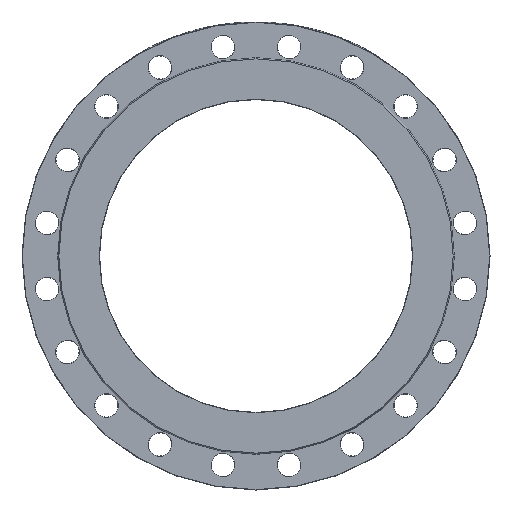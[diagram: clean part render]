
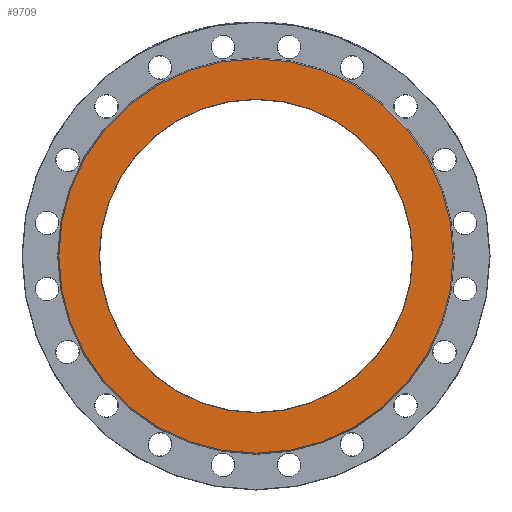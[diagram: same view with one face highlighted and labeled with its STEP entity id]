
A CAD part, left-side view. The second image highlights one B-rep face of the part: STEP entity #9709.
In plain terms, the highlighted planar face has unit normal (-1, 0, 0).
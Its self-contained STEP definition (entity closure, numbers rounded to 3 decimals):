
#485 = DIRECTION ( 'NONE',  ( 1., 0., 0. ) ) ;
#729 = CIRCLE ( 'NONE', #1578, 307.5 ) ;
#768 = EDGE_LOOP ( 'NONE', ( #1427 ) ) ;
#1203 = ORIENTED_EDGE ( 'NONE', *, *, #8906, .T. ) ;
#1427 = ORIENTED_EDGE ( 'NONE', *, *, #4006, .T. ) ;
#1578 = AXIS2_PLACEMENT_3D ( 'NONE', #1694, #9664, #10873 ) ;
#1694 = CARTESIAN_POINT ( 'NONE',  ( 0., 0., 0. ) ) ;
#1720 = AXIS2_PLACEMENT_3D ( 'NONE', #5401, #485, #8398 ) ;
#2331 = CARTESIAN_POINT ( 'NONE',  ( 0., 0., 307.5 ) ) ;
#2814 = DIRECTION ( 'NONE',  ( 0., 0., -1. ) ) ;
#2879 = DIRECTION ( 'NONE',  ( 1., 0., 0. ) ) ;
#4006 = EDGE_CURVE ( 'NONE', #10097, #10097, #7285, .T. ) ;
#5401 = CARTESIAN_POINT ( 'NONE',  ( 0., 0., 0. ) ) ;
#7285 = CIRCLE ( 'NONE', #1720, 244.5 ) ;
#7961 = FACE_OUTER_BOUND ( 'NONE', #9854, .T. ) ;
#8398 = DIRECTION ( 'NONE',  ( 0., 0., -1. ) ) ;
#8899 = PLANE ( 'NONE',  #10797 ) ;
#8906 = EDGE_CURVE ( 'NONE', #10623, #10623, #729, .T. ) ;
#9664 = DIRECTION ( 'NONE',  ( -1., 0., 0. ) ) ;
#9709 = ADVANCED_FACE ( 'NONE', ( #10843, #7961 ), #8899, .F. ) ;
#9854 = EDGE_LOOP ( 'NONE', ( #1203 ) ) ;
#10097 = VERTEX_POINT ( 'NONE', #10231 ) ;
#10231 = CARTESIAN_POINT ( 'NONE',  ( 0., 0., -244.5 ) ) ;
#10623 = VERTEX_POINT ( 'NONE', #2331 ) ;
#10797 = AXIS2_PLACEMENT_3D ( 'NONE', #11985, #2879, #2814 ) ;
#10843 = FACE_BOUND ( 'NONE', #768, .T. ) ;
#10873 = DIRECTION ( 'NONE',  ( 0., 0., 1. ) ) ;
#11985 = CARTESIAN_POINT ( 'NONE',  ( 0., 244., 0. ) ) ;
